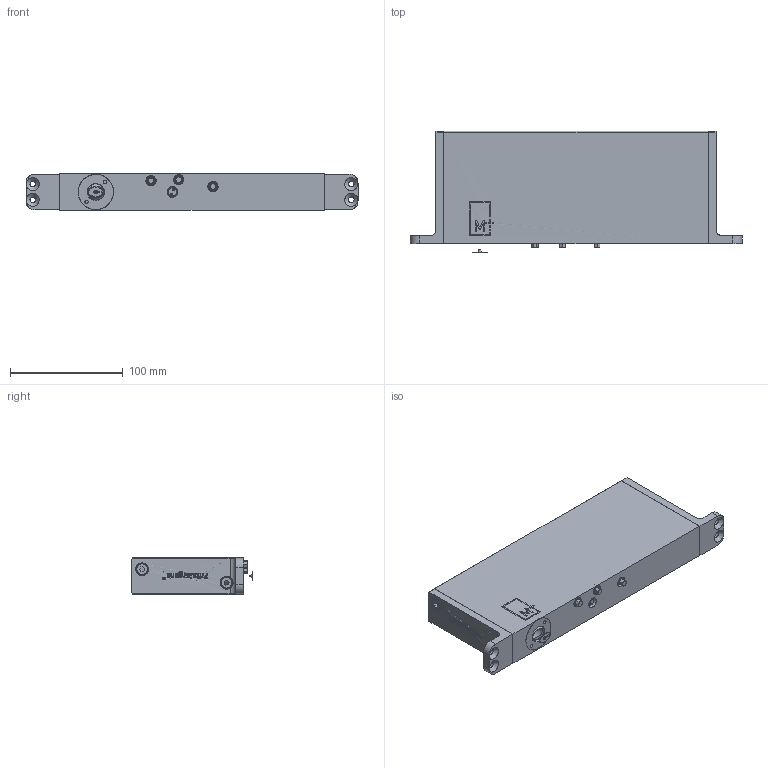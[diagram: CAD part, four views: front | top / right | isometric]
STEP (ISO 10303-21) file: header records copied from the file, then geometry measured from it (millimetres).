
FILE_DESCRIPTION (( 'STEP AP214' ), '1' );
FILE_NAME ('100532 SCA-SCB-SCC-SCD-SCE System M32+.STEP', '2020-06-25T08:56:13', ( '' ), ( '' ), 'SwSTEP 2.0', 'SolidWorks 2020', '' );
FILE_SCHEMA (( 'AUTOMOTIVE_DESIGN' ));
Length unit declared in the file: millimetre
Products named in the file (1): 100532 SCA-SCB-SCC-SCD-SCE System M32+
Bounding box: 294.7 x 107.73 x 32 mm (x, y, z)
Surface area: 82152.6 mm2 (no closed solid volume)
Topology: 0 solids, 27 shells, 400 faces, 1180 edges, 833 vertices
Faces by surface type: plane 200, bspline 108, cylinder 43, cone 42, torus 7
Full cylindrical faces by diameter (mm): 2 x6, 3 x2, 4 x1, 5 x4, 6 x3, 7.85 x1, 8 x6, 10 x4, 10.4 x1, 11 x1, 11.4 x4, 15 x1, 15.2 x1, 31.2 x1, 31.4 x1
Entity records: 22242 total; most frequent: CARTESIAN_POINT 14392, ORIENTED_EDGE 2022, EDGE_CURVE 1099, B_SPLINE_CURVE_WITH_KNOTS 1079, VERTEX_POINT 826, DIRECTION 586, EDGE_LOOP 559, FACE_OUTER_BOUND 445
